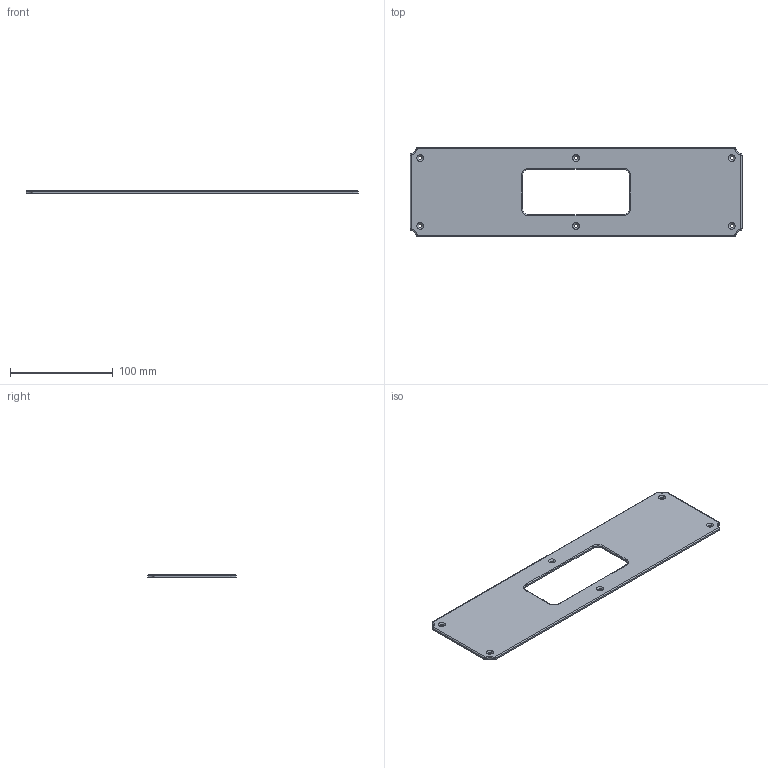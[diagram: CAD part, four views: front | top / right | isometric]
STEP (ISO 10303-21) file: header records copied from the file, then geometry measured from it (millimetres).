
FILE_DESCRIPTION (( 'STEP AP214' ), '1' );
FILE_NAME ('DOLICE_BP_public.STEP', '2022-10-18T22:05:46', ( '' ), ( '' ), 'SwSTEP 2.0', 'SolidWorks 2022', '' );
FILE_SCHEMA (( 'AUTOMOTIVE_DESIGN' ));
Length unit declared in the file: millimetre
Products named in the file (1): DOLICE_BP_public
Bounding box: 323.18 x 86.08 x 2.5 mm (x, y, z)
Volume: 57265.2 mm3; surface area: 48466.1 mm2
Topology: 1 solids, 1 shells, 74 faces, 180 edges, 108 vertices
Faces by surface type: cylinder 36, cone 12, bspline 12, plane 10, torus 4
Entity records: 2464 total; most frequent: CARTESIAN_POINT 693, DIRECTION 380, ORIENTED_EDGE 360, EDGE_CURVE 180, AXIS2_PLACEMENT_3D 155, VERTEX_POINT 108, CIRCLE 92, EDGE_LOOP 88
